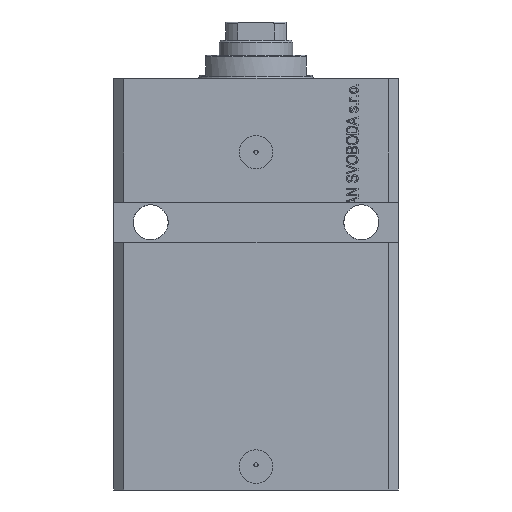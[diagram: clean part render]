
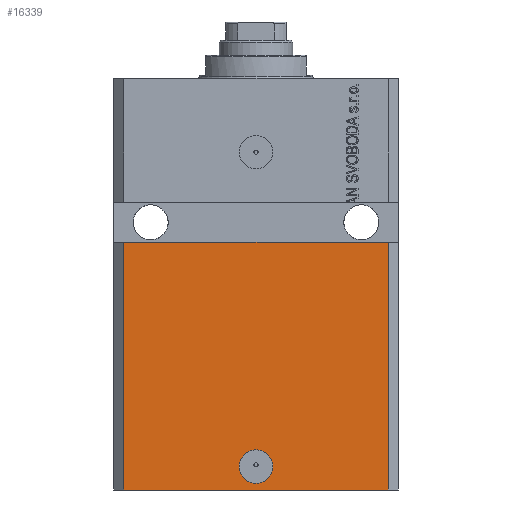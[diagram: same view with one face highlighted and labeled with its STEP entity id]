
A CAD part, front view. The second image highlights one B-rep face of the part: STEP entity #16339.
In plain terms, the highlighted planar face has unit normal (0, -1, 0).
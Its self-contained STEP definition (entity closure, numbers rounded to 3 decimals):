
#311 = CIRCLE ( 'NONE', #43032, 5. ) ;
#459 = EDGE_CURVE ( 'NONE', #36422, #31678, #311, .T. ) ;
#1658 = EDGE_CURVE ( 'NONE', #2855, #46230, #46396, .T. ) ;
#1969 = CARTESIAN_POINT ( 'NONE',  ( -5., -31.5, -116. ) ) ;
#2243 = CARTESIAN_POINT ( 'NONE',  ( -39.5, -31.5, -123. ) ) ;
#2321 = CARTESIAN_POINT ( 'NONE',  ( -39.5, -31.5, -49. ) ) ;
#2490 = DIRECTION ( 'NONE',  ( 1., 0., 0. ) ) ;
#2855 = VERTEX_POINT ( 'NONE', #4825 ) ;
#3085 = VERTEX_POINT ( 'NONE', #20499 ) ;
#4825 = CARTESIAN_POINT ( 'NONE',  ( 39.5, -31.5, -123. ) ) ;
#5049 = CARTESIAN_POINT ( 'NONE',  ( 39.5, -31.5, -123. ) ) ;
#6067 = ORIENTED_EDGE ( 'NONE', *, *, #459, .F. ) ;
#6188 = AXIS2_PLACEMENT_3D ( 'NONE', #39083, #32515, #31787 ) ;
#7552 = DIRECTION ( 'NONE',  ( 1., 0., 0. ) ) ;
#9328 = EDGE_LOOP ( 'NONE', ( #6067, #40428 ) ) ;
#9486 = CARTESIAN_POINT ( 'NONE',  ( 5., -31.5, -116. ) ) ;
#11261 = ORIENTED_EDGE ( 'NONE', *, *, #23877, .T. ) ;
#12199 = DIRECTION ( 'NONE',  ( 0., -1., 0. ) ) ;
#12674 = DIRECTION ( 'NONE',  ( 0., 0., -1. ) ) ;
#16316 = CARTESIAN_POINT ( 'NONE',  ( -39.5, -31.5, -123. ) ) ;
#16339 = ADVANCED_FACE ( 'NONE', ( #42373, #19745 ), #34586, .T. ) ;
#18104 = CARTESIAN_POINT ( 'NONE',  ( 39.5, -31.5, -49. ) ) ;
#19654 = DIRECTION ( 'NONE',  ( 0., 0., 1. ) ) ;
#19745 = FACE_OUTER_BOUND ( 'NONE', #33021, .T. ) ;
#20499 = CARTESIAN_POINT ( 'NONE',  ( -39.5, -31.5, -123. ) ) ;
#20667 = DIRECTION ( 'NONE',  ( 1., 0., 0. ) ) ;
#23877 = EDGE_CURVE ( 'NONE', #3085, #2855, #44085, .T. ) ;
#27172 = CIRCLE ( 'NONE', #6188, 5. ) ;
#27689 = EDGE_CURVE ( 'NONE', #46240, #46230, #46714, .T. ) ;
#29797 = DIRECTION ( 'NONE',  ( 0., 0., 1. ) ) ;
#31011 = AXIS2_PLACEMENT_3D ( 'NONE', #16316, #12199, #12674 ) ;
#31678 = VERTEX_POINT ( 'NONE', #1969 ) ;
#31787 = DIRECTION ( 'NONE',  ( 1., 0., 0. ) ) ;
#32515 = DIRECTION ( 'NONE',  ( 0., -1., 0. ) ) ;
#33007 = ORIENTED_EDGE ( 'NONE', *, *, #1658, .T. ) ;
#33021 = EDGE_LOOP ( 'NONE', ( #34745, #35452, #11261, #33007 ) ) ;
#33411 = EDGE_CURVE ( 'NONE', #31678, #36422, #27172, .T. ) ;
#33837 = CARTESIAN_POINT ( 'NONE',  ( 0., -31.5, -116. ) ) ;
#34586 = PLANE ( 'NONE',  #31011 ) ;
#34745 = ORIENTED_EDGE ( 'NONE', *, *, #27689, .F. ) ;
#35302 = VECTOR ( 'NONE', #19654, 1000. ) ;
#35452 = ORIENTED_EDGE ( 'NONE', *, *, #39836, .F. ) ;
#36422 = VERTEX_POINT ( 'NONE', #9486 ) ;
#37090 = CARTESIAN_POINT ( 'NONE',  ( -39.5, -31.5, -123. ) ) ;
#38146 = VECTOR ( 'NONE', #29797, 1000. ) ;
#39083 = CARTESIAN_POINT ( 'NONE',  ( 0., -31.5, -116. ) ) ;
#39836 = EDGE_CURVE ( 'NONE', #3085, #46240, #41235, .T. ) ;
#40213 = VECTOR ( 'NONE', #20667, 1000. ) ;
#40428 = ORIENTED_EDGE ( 'NONE', *, *, #33411, .F. ) ;
#40906 = DIRECTION ( 'NONE',  ( 0., -1., 0. ) ) ;
#41235 = LINE ( 'NONE', #37090, #38146 ) ;
#42373 = FACE_BOUND ( 'NONE', #9328, .T. ) ;
#43032 = AXIS2_PLACEMENT_3D ( 'NONE', #33837, #40906, #7552 ) ;
#44061 = VECTOR ( 'NONE', #2490, 1000. ) ;
#44085 = LINE ( 'NONE', #2243, #44061 ) ;
#46227 = CARTESIAN_POINT ( 'NONE',  ( -42.5, -31.5, -49. ) ) ;
#46230 = VERTEX_POINT ( 'NONE', #18104 ) ;
#46240 = VERTEX_POINT ( 'NONE', #2321 ) ;
#46396 = LINE ( 'NONE', #5049, #35302 ) ;
#46714 = LINE ( 'NONE', #46227, #40213 ) ;
